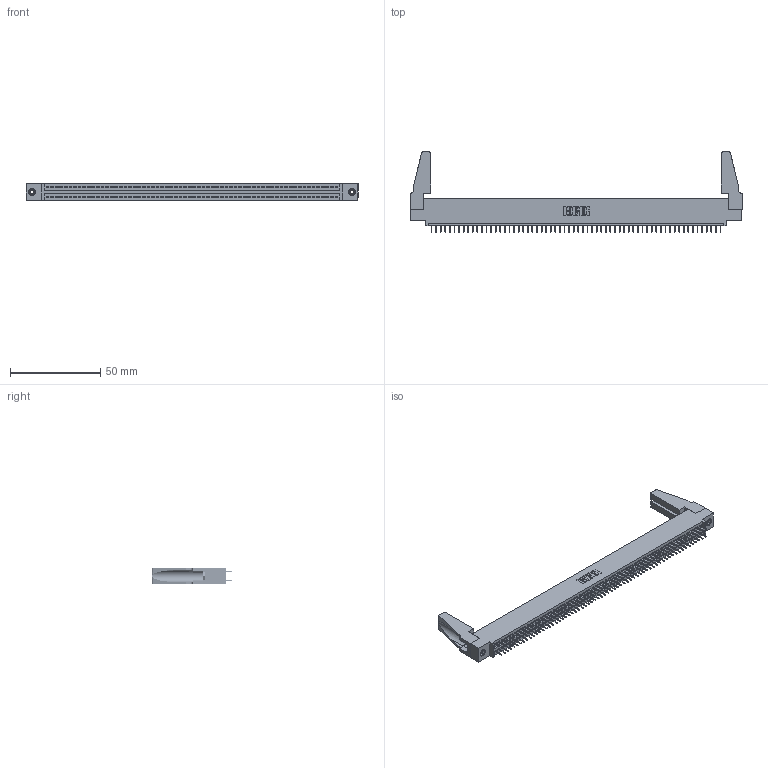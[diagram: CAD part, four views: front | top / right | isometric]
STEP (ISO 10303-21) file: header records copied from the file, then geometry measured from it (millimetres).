
FILE_DESCRIPTION (( 'STEP AP203' ), '1' );
FILE_NAME ('345-128-525-588.STEP', '2020-09-22T13:28:02', ( '' ), ( '' ), 'SwSTEP 2.0', 'SolidWorks 2020', '' );
FILE_SCHEMA (( 'CONFIG_CONTROL_DESIGN' ));
Length unit declared in the file: inch
Products named in the file (5): 345-292-001_345-293-125; 345-250-001_345-250-001-102; 345-128-525-588; 345 Part_0.110 Offset - 0.156 Dia-TH; 345-220-078_345-220-088
Assembly tree (133 placements, depth 2):
  345-128-525-588
    345 Part_0.110 Offset - 0.156 Dia-TH
    345-292-001_345-293-125  x128
    345-250-001_345-250-001-102  x2
    345-220-078_345-220-088  x2
Bounding box: 183.79 x 44.37 x 9.4 mm (x, y, z)
Volume: 21026.6 mm3; surface area: 29279.3 mm2
Topology: 133 solids, 133 shells, 7166 faces, 20251 edges, 12978 vertices
Faces by surface type: plane 5148, cylinder 2002, cone 12, torus 4
Entity records: 49608 total; most frequent: CARTESIAN_POINT 8290, ORIENTED_EDGE 8184, DIRECTION 7288, EDGE_CURVE 4092, LINE 3666, VECTOR 3666, VERTEX_POINT 2718, AXIS2_PLACEMENT_3D 1811
